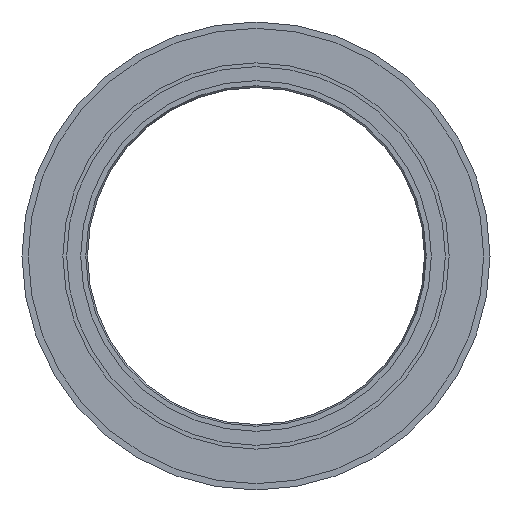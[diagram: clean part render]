
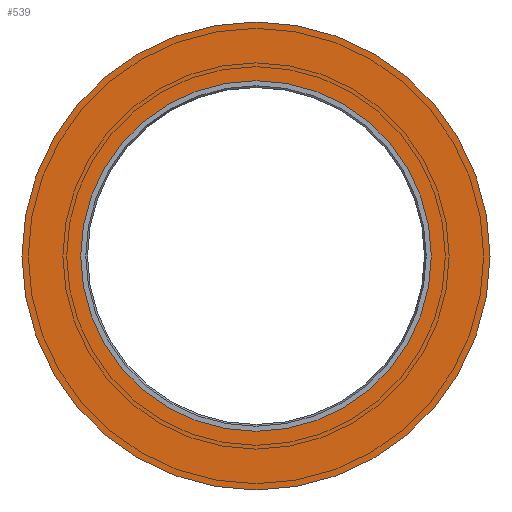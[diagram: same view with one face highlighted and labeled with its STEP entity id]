
A CAD part, left-side view. The second image highlights one B-rep face of the part: STEP entity #539.
In plain terms, the highlighted planar face has unit normal (-1, 0, 0).
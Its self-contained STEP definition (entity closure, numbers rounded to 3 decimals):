
#425=CARTESIAN_POINT('',(-16.,-27.5,0.));
#426=VERTEX_POINT('',#425);
#427=CARTESIAN_POINT('',(-16.,0.,0.));
#428=DIRECTION('',(1.0,0.0,0.0));
#429=DIRECTION('',(0.0,-1.0,0.0));
#430=AXIS2_PLACEMENT_3D('',#427,#428,#429);
#431=CIRCLE('',#430,27.5);
#432=EDGE_CURVE('',#426,#426,#431,.T.);
#513=CARTESIAN_POINT('',(-16.,-20.6,0.));
#514=VERTEX_POINT('',#513);
#515=CARTESIAN_POINT('',(-16.,0.,0.));
#516=DIRECTION('',(1.0,0.0,0.0));
#517=DIRECTION('',(0.0,-1.0,0.0));
#518=AXIS2_PLACEMENT_3D('',#515,#516,#517);
#519=CIRCLE('',#518,20.6);
#520=EDGE_CURVE('',#514,#514,#519,.T.);
#528=CARTESIAN_POINT('',(-16.,-24.05,0.));
#529=DIRECTION('',(-1.0,0.0,0.0));
#530=DIRECTION('',(0.0,0.0,-1.0));
#531=AXIS2_PLACEMENT_3D('',#528,#529,#530);
#532=PLANE('',#531);
#533=ORIENTED_EDGE('',*,*,#432,.F.);
#534=EDGE_LOOP('',(#533));
#535=FACE_OUTER_BOUND('',#534,.T.);
#536=ORIENTED_EDGE('',*,*,#520,.T.);
#537=EDGE_LOOP('',(#536));
#538=FACE_BOUND('',#537,.T.);
#539=ADVANCED_FACE('',(#535,#538),#532,.T.);
